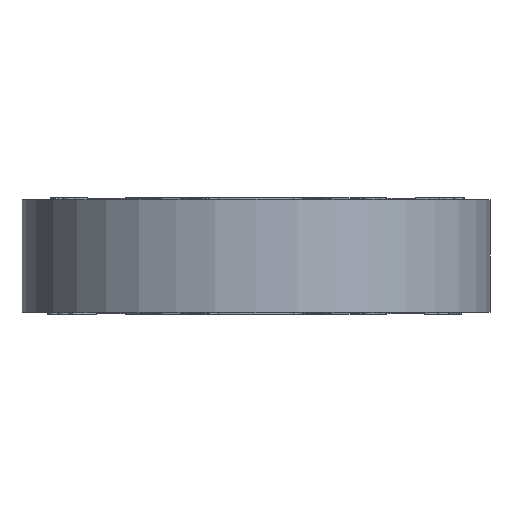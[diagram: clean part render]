
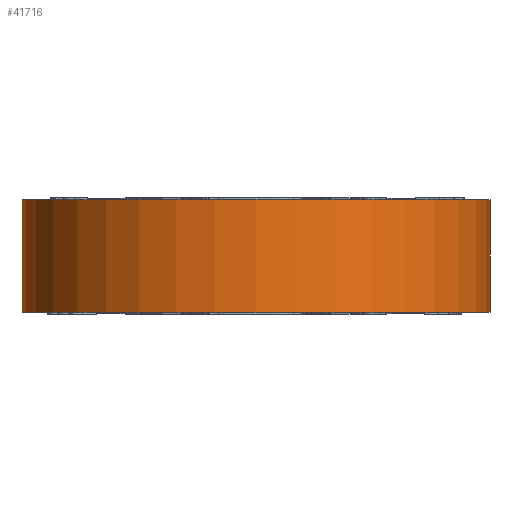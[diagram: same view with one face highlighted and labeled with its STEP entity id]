
A CAD part, front view. The second image highlights one B-rep face of the part: STEP entity #41716.
In plain terms, the highlighted cylindrical face has radius 25.4 mm (diameter 50.8 mm), a partial arc.
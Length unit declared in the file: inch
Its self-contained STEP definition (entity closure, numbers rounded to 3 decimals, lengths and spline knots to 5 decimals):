
#1133 = CIRCLE ( 'NONE', #41433, 1. ) ;
#3947 = VECTOR ( 'NONE', #33132, 39.37008 ) ;
#4729 = CARTESIAN_POINT ( 'NONE',  ( 1., 0., 0.24018 ) ) ;
#7280 = DIRECTION ( 'NONE',  ( 1., 0., 0. ) ) ;
#7297 = DIRECTION ( 'NONE',  ( -1., 0., 0. ) ) ;
#8219 = CARTESIAN_POINT ( 'NONE',  ( 1., 0., 0.25 ) ) ;
#8382 = VERTEX_POINT ( 'NONE', #20706 ) ;
#8790 = EDGE_CURVE ( 'NONE', #12495, #9955, #1133, .T. ) ;
#8978 = EDGE_CURVE ( 'NONE', #12495, #8382, #42875, .T. ) ;
#9955 = VERTEX_POINT ( 'NONE', #4729 ) ;
#10259 = EDGE_LOOP ( 'NONE', ( #41507, #10613, #24756, #25344 ) ) ;
#10318 = EDGE_CURVE ( 'NONE', #40744, #8382, #39534, .T. ) ;
#10613 = ORIENTED_EDGE ( 'NONE', *, *, #8790, .F. ) ;
#11749 = DIRECTION ( 'NONE',  ( 0., 0., -1. ) ) ;
#12495 = VERTEX_POINT ( 'NONE', #18015 ) ;
#15781 = EDGE_CURVE ( 'NONE', #9955, #40744, #18159, .T. ) ;
#17025 = DIRECTION ( 'NONE',  ( 0., 0., -1. ) ) ;
#18015 = CARTESIAN_POINT ( 'NONE',  ( -1., 0., 0.24018 ) ) ;
#18159 = LINE ( 'NONE', #8219, #34057 ) ;
#19929 = CARTESIAN_POINT ( 'NONE',  ( 0., 0., 0.25 ) ) ;
#20706 = CARTESIAN_POINT ( 'NONE',  ( -1., 0., -0.24018 ) ) ;
#21872 = AXIS2_PLACEMENT_3D ( 'NONE', #33421, #30321, #7297 ) ;
#24756 = ORIENTED_EDGE ( 'NONE', *, *, #8978, .T. ) ;
#25344 = ORIENTED_EDGE ( 'NONE', *, *, #10318, .F. ) ;
#26072 = CARTESIAN_POINT ( 'NONE',  ( -1., 0., 0.25 ) ) ;
#26575 = CYLINDRICAL_SURFACE ( 'NONE', #41379, 1. ) ;
#26780 = CARTESIAN_POINT ( 'NONE',  ( 0., 0., 0.24018 ) ) ;
#27621 = CARTESIAN_POINT ( 'NONE',  ( 1., 0., -0.24018 ) ) ;
#30321 = DIRECTION ( 'NONE',  ( 0., 0., -1. ) ) ;
#30533 = DIRECTION ( 'NONE',  ( -1., 0., 0. ) ) ;
#33132 = DIRECTION ( 'NONE',  ( 0., 0., -1. ) ) ;
#33210 = FACE_OUTER_BOUND ( 'NONE', #10259, .T. ) ;
#33421 = CARTESIAN_POINT ( 'NONE',  ( 0., 0., -0.24018 ) ) ;
#34057 = VECTOR ( 'NONE', #11749, 39.37008 ) ;
#39534 = CIRCLE ( 'NONE', #21872, 1. ) ;
#40278 = DIRECTION ( 'NONE',  ( 0., 0., 1. ) ) ;
#40744 = VERTEX_POINT ( 'NONE', #27621 ) ;
#41379 = AXIS2_PLACEMENT_3D ( 'NONE', #19929, #17025, #30533 ) ;
#41433 = AXIS2_PLACEMENT_3D ( 'NONE', #26780, #40278, #7280 ) ;
#41507 = ORIENTED_EDGE ( 'NONE', *, *, #15781, .F. ) ;
#41716 = ADVANCED_FACE ( 'NONE', ( #33210 ), #26575, .T. ) ;
#42875 = LINE ( 'NONE', #26072, #3947 ) ;
